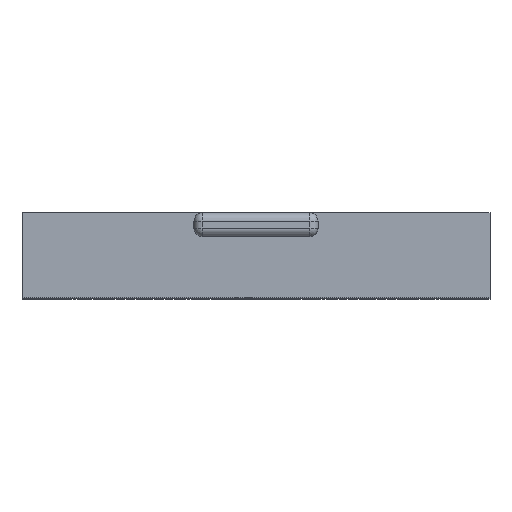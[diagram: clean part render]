
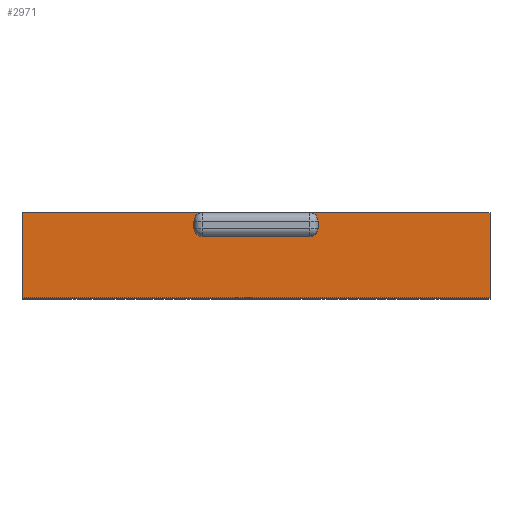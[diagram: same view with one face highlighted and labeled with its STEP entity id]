
A CAD part, top view. The second image highlights one B-rep face of the part: STEP entity #2971.
In plain terms, the highlighted planar face has unit normal (0, 0, 1).
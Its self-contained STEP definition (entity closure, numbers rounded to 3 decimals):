
#369=CARTESIAN_POINT('Vertex',(-27.5,10.,46.5)) ;
#397=CARTESIAN_POINT('Vertex',(-27.5,0.,46.5)) ;
#400=CARTESIAN_POINT('Line Origine',(-27.5,5.,46.5)) ;
#424=CARTESIAN_POINT('Vertex',(27.5,10.,46.5)) ;
#429=CARTESIAN_POINT('Line Origine',(27.5,5.,46.5)) ;
#433=CARTESIAN_POINT('Vertex',(27.5,0.,46.5)) ;
#2870=CARTESIAN_POINT('Axis2P3D Location',(27.5,0.,46.5)) ;
#2875=CARTESIAN_POINT('Line Origine',(-17.4,10.,46.5)) ;
#2879=CARTESIAN_POINT('Vertex',(-7.3,10.,46.5)) ;
#2882=CARTESIAN_POINT('Line Origine',(0.,0.,46.5)) ;
#2887=CARTESIAN_POINT('Line Origine',(17.4,10.,46.5)) ;
#2891=CARTESIAN_POINT('Vertex',(7.3,10.,46.5)) ;
#2894=CARTESIAN_POINT('Line Origine',(6.8,10.,46.5)) ;
#2898=CARTESIAN_POINT('Vertex',(6.3,10.,46.5)) ;
#2901=CARTESIAN_POINT('Axis2P3D Location',(6.3,9.,46.5)) ;
#2905=CARTESIAN_POINT('Vertex',(7.3,9.,46.5)) ;
#2908=CARTESIAN_POINT('Line Origine',(7.3,8.6,46.5)) ;
#2912=CARTESIAN_POINT('Vertex',(7.3,8.2,46.5)) ;
#2915=CARTESIAN_POINT('Axis2P3D Location',(6.3,8.2,46.5)) ;
#2919=CARTESIAN_POINT('Vertex',(6.3,7.2,46.5)) ;
#2922=CARTESIAN_POINT('Line Origine',(0.,7.2,46.5)) ;
#2926=CARTESIAN_POINT('Vertex',(-6.3,7.2,46.5)) ;
#2929=CARTESIAN_POINT('Axis2P3D Location',(-6.3,8.2,46.5)) ;
#2933=CARTESIAN_POINT('Vertex',(-7.3,8.2,46.5)) ;
#2936=CARTESIAN_POINT('Line Origine',(-7.3,8.6,46.5)) ;
#2940=CARTESIAN_POINT('Vertex',(-7.3,9.,46.5)) ;
#2943=CARTESIAN_POINT('Axis2P3D Location',(-6.3,9.,46.5)) ;
#2947=CARTESIAN_POINT('Vertex',(-6.3,10.,46.5)) ;
#2950=CARTESIAN_POINT('Line Origine',(-6.8,10.,46.5)) ;
#401=DIRECTION('Vector Direction',(0.,1.,0.)) ;
#430=DIRECTION('Vector Direction',(0.,1.,0.)) ;
#2871=DIRECTION('Axis2P3D Direction',(0.,0.,-1.)) ;
#2872=DIRECTION('Axis2P3D XDirection',(-1.,0.,0.)) ;
#2876=DIRECTION('Vector Direction',(-1.,0.,0.)) ;
#2883=DIRECTION('Vector Direction',(-1.,0.,0.)) ;
#2888=DIRECTION('Vector Direction',(-1.,0.,0.)) ;
#2895=DIRECTION('Vector Direction',(-1.,0.,0.)) ;
#2902=DIRECTION('Axis2P3D Direction',(0.,0.,-1.)) ;
#2909=DIRECTION('Vector Direction',(0.,1.,0.)) ;
#2916=DIRECTION('Axis2P3D Direction',(0.,0.,-1.)) ;
#2923=DIRECTION('Vector Direction',(-1.,0.,0.)) ;
#2930=DIRECTION('Axis2P3D Direction',(0.,0.,-1.)) ;
#2937=DIRECTION('Vector Direction',(0.,-1.,0.)) ;
#2944=DIRECTION('Axis2P3D Direction',(0.,0.,-1.)) ;
#2951=DIRECTION('Vector Direction',(-1.,0.,0.)) ;
#2873=AXIS2_PLACEMENT_3D('Plane Axis2P3D',#2870,#2871,#2872) ;
#2903=AXIS2_PLACEMENT_3D('Circle Axis2P3D',#2901,#2902,$) ;
#2917=AXIS2_PLACEMENT_3D('Circle Axis2P3D',#2915,#2916,$) ;
#2931=AXIS2_PLACEMENT_3D('Circle Axis2P3D',#2929,#2930,$) ;
#2945=AXIS2_PLACEMENT_3D('Circle Axis2P3D',#2943,#2944,$) ;
#2956=ORIENTED_EDGE('',*,*,#2881,.F.) ;
#2957=ORIENTED_EDGE('',*,*,#404,.F.) ;
#2958=ORIENTED_EDGE('',*,*,#2886,.T.) ;
#2959=ORIENTED_EDGE('',*,*,#435,.T.) ;
#2960=ORIENTED_EDGE('',*,*,#2893,.F.) ;
#2961=ORIENTED_EDGE('',*,*,#2900,.T.) ;
#2962=ORIENTED_EDGE('',*,*,#2907,.F.) ;
#2963=ORIENTED_EDGE('',*,*,#2914,.F.) ;
#2964=ORIENTED_EDGE('',*,*,#2921,.F.) ;
#2965=ORIENTED_EDGE('',*,*,#2928,.F.) ;
#2966=ORIENTED_EDGE('',*,*,#2935,.F.) ;
#2967=ORIENTED_EDGE('',*,*,#2942,.F.) ;
#2968=ORIENTED_EDGE('',*,*,#2949,.F.) ;
#2969=ORIENTED_EDGE('',*,*,#2954,.T.) ;
#402=VECTOR('Line Direction',#401,1.) ;
#431=VECTOR('Line Direction',#430,1.) ;
#2877=VECTOR('Line Direction',#2876,1.) ;
#2884=VECTOR('Line Direction',#2883,1.) ;
#2889=VECTOR('Line Direction',#2888,1.) ;
#2896=VECTOR('Line Direction',#2895,1.) ;
#2910=VECTOR('Line Direction',#2909,1.) ;
#2924=VECTOR('Line Direction',#2923,1.) ;
#2938=VECTOR('Line Direction',#2937,1.) ;
#2952=VECTOR('Line Direction',#2951,1.) ;
#2971=ADVANCED_FACE('Corps principal',(#2970),#2874,.F.) ;
#2904=CIRCLE('generated circle',#2903,1.) ;
#2918=CIRCLE('generated circle',#2917,1.) ;
#2932=CIRCLE('generated circle',#2931,1.) ;
#2946=CIRCLE('generated circle',#2945,1.) ;
#404=EDGE_CURVE('',#398,#370,#403,.T.) ;
#435=EDGE_CURVE('',#434,#425,#432,.T.) ;
#2881=EDGE_CURVE('',#370,#2880,#2878,.F.) ;
#2886=EDGE_CURVE('',#398,#434,#2885,.F.) ;
#2893=EDGE_CURVE('',#2892,#425,#2890,.F.) ;
#2900=EDGE_CURVE('',#2892,#2899,#2897,.T.) ;
#2907=EDGE_CURVE('',#2906,#2899,#2904,.F.) ;
#2914=EDGE_CURVE('',#2913,#2906,#2911,.T.) ;
#2921=EDGE_CURVE('',#2920,#2913,#2918,.F.) ;
#2928=EDGE_CURVE('',#2927,#2920,#2925,.F.) ;
#2935=EDGE_CURVE('',#2934,#2927,#2932,.F.) ;
#2942=EDGE_CURVE('',#2941,#2934,#2939,.T.) ;
#2949=EDGE_CURVE('',#2948,#2941,#2946,.F.) ;
#2954=EDGE_CURVE('',#2948,#2880,#2953,.T.) ;
#2955=EDGE_LOOP('',(#2956,#2957,#2958,#2959,#2960,#2961,#2962,#2963,#2964,#2965,#2966,#2967,#2968,#2969)) ;
#2970=FACE_OUTER_BOUND('',#2955,.T.) ;
#403=LINE('Line',#400,#402) ;
#432=LINE('Line',#429,#431) ;
#2878=LINE('Line',#2875,#2877) ;
#2885=LINE('Line',#2882,#2884) ;
#2890=LINE('Line',#2887,#2889) ;
#2897=LINE('Line',#2894,#2896) ;
#2911=LINE('Line',#2908,#2910) ;
#2925=LINE('Line',#2922,#2924) ;
#2939=LINE('Line',#2936,#2938) ;
#2953=LINE('Line',#2950,#2952) ;
#2874=PLANE('',#2873) ;
#370=VERTEX_POINT('',#369) ;
#398=VERTEX_POINT('',#397) ;
#425=VERTEX_POINT('',#424) ;
#434=VERTEX_POINT('',#433) ;
#2880=VERTEX_POINT('',#2879) ;
#2892=VERTEX_POINT('',#2891) ;
#2899=VERTEX_POINT('',#2898) ;
#2906=VERTEX_POINT('',#2905) ;
#2913=VERTEX_POINT('',#2912) ;
#2920=VERTEX_POINT('',#2919) ;
#2927=VERTEX_POINT('',#2926) ;
#2934=VERTEX_POINT('',#2933) ;
#2941=VERTEX_POINT('',#2940) ;
#2948=VERTEX_POINT('',#2947) ;
